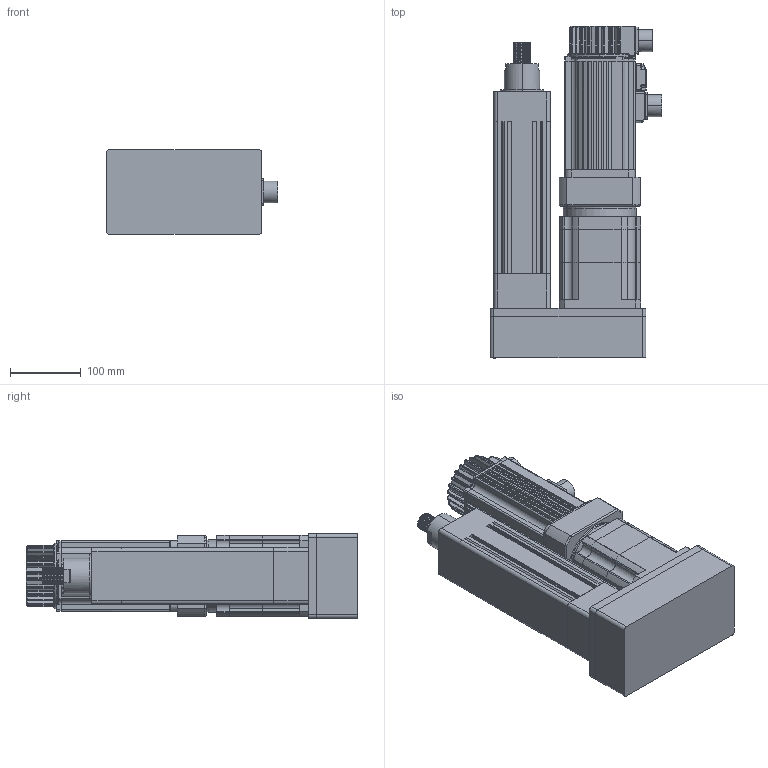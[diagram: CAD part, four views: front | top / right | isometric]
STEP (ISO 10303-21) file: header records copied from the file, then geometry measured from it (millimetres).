
FILE_DESCRIPTION (( 'STEP AP203' ), '1' );
FILE_NAME ('RLA80-10QF-25KN-R90-33mm-s.STEP', '2025-02-11T01:43:53', ( '微软用户' ), ( '微软中国' ), 'SwSTEP 2.0', 'SolidWorks 2022', '' );
FILE_SCHEMA (( 'CONFIG_CONTROL_DESIGN' ));
Products named in the file (4): RLA80-10QF-25KN-R90-33mm-s; PGH115-L2-22-95-115-M8-A32; 80缸行程80折叠前法兰安装; 1KW-3000带刹车
Assembly tree (3 placements, depth 2):
  RLA80-10QF-25KN-R90-33mm-s
    PGH115-L2-22-95-115-M8-A32
    1KW-3000带刹车
    80缸行程80折叠前法兰安装
Bounding box: 242.5 x 469 x 120 mm (x, y, z)
Volume: 5155234.4 mm3; surface area: 827897 mm2
Topology: 22 solids, 48 shells, 2028 faces, 5393 edges, 3304 vertices
Faces by surface type: bspline 1226, cylinder 369, plane 323, cone 74, torus 36
Entity records: 79738 total; most frequent: CARTESIAN_POINT 41867, ORIENTED_EDGE 10068, EDGE_CURVE 5276, DIRECTION 4407, VERTEX_POINT 3312, EDGE_LOOP 2248, B_SPLINE_CURVE_WITH_KNOTS 2037, FACE_OUTER_BOUND 2030
